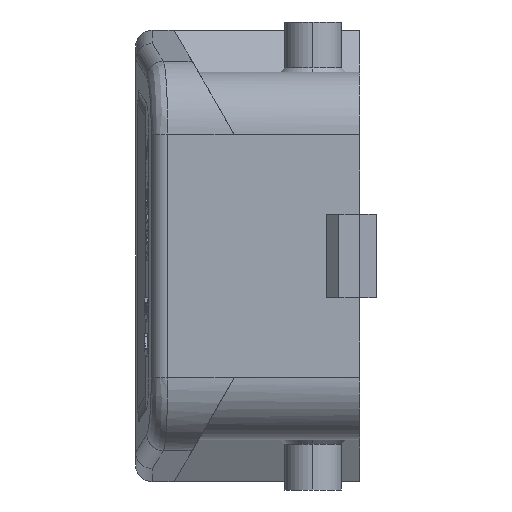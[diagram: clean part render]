
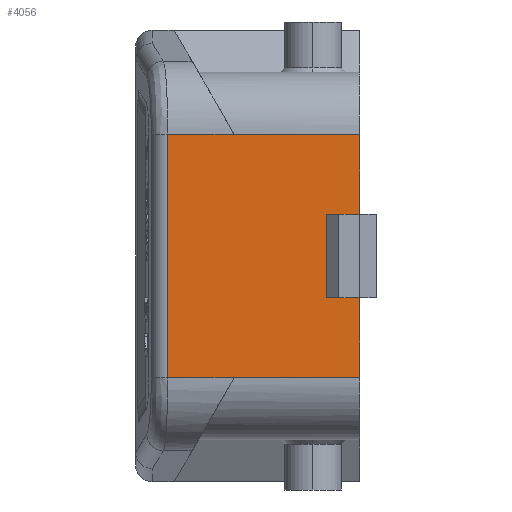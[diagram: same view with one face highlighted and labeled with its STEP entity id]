
A CAD part, left-side view. The second image highlights one B-rep face of the part: STEP entity #4056.
In plain terms, the highlighted planar face has unit normal (-1, 0.011, 0).
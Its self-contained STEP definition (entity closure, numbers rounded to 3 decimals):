
#9=DIRECTION('',(0.011,1.,0.));
#10=VECTOR('',#9,4.);
#11=CARTESIAN_POINT('',(-37.067,-5.8,5.));
#12=LINE('',#11,#10);
#19=CARTESIAN_POINT('',(-37.067,-5.8,5.));
#69=DIRECTION('',(-0.011,-1.,0.));
#70=VECTOR('',#69,4.);
#71=CARTESIAN_POINT('',(-37.025,-1.8,-5.));
#72=LINE('',#71,#70);
#85=DIRECTION('',(0.,0.,-1.));
#86=VECTOR('',#85,9.5);
#87=CARTESIAN_POINT('',(-37.066,-5.8,14.5));
#88=LINE('',#87,#86);
#117=DIRECTION('',(0.,0.,-1.));
#118=VECTOR('',#117,9.5);
#119=CARTESIAN_POINT('',(-37.067,-5.8,-5.));
#120=LINE('',#119,#118);
#149=CARTESIAN_POINT('',(-36.909,9.217,-14.582));
#150=CARTESIAN_POINT('',(-36.909,9.209,-14.568));
#151=CARTESIAN_POINT('',(-36.91,9.194,-14.541));
#152=CARTESIAN_POINT('',(-36.91,9.178,-14.514));
#153=CARTESIAN_POINT('',(-36.91,9.17,-14.5));
#159=DIRECTION('',(0.,0.,-1.));
#160=VECTOR('',#159,10.);
#161=CARTESIAN_POINT('',(-37.025,-1.8,5.));
#162=LINE('',#161,#160);
#173=DIRECTION('',(0.01,1.,0.));
#174=VECTOR('',#173,14.971);
#175=CARTESIAN_POINT('',(-37.066,-5.8,-14.5));
#176=LINE('',#175,#174);
#955=DIRECTION('',(-0.01,-1.,-0.002));
#956=VECTOR('',#955,7.95);
#957=CARTESIAN_POINT('',(-36.826,17.166,14.595));
#958=LINE('',#957,#956);
#1066=DIRECTION('',(0.,0.,1.));
#1067=VECTOR('',#1066,29.189);
#1068=CARTESIAN_POINT('',(-36.826,17.166,
-14.595));
#1069=LINE('',#1068,#1067);
#1095=DIRECTION('',(0.01,1.,-0.002));
#1096=VECTOR('',#1095,7.95);
#1097=CARTESIAN_POINT('',(-36.909,9.217,
-14.582));
#1098=LINE('',#1097,#1096);
#2043=DIRECTION('',(-0.01,-1.,0.));
#2044=VECTOR('',#2043,14.971);
#2045=CARTESIAN_POINT('',(-36.91,9.17,14.5));
#2046=LINE('',#2045,#2044);
#2047=CARTESIAN_POINT('',(-36.909,9.217,14.582));
#2048=CARTESIAN_POINT('',(-36.909,9.209,14.568));
#2049=CARTESIAN_POINT('',(-36.91,9.194,14.541));
#2050=CARTESIAN_POINT('',(-36.91,9.178,14.514));
#2051=CARTESIAN_POINT('',(-36.91,9.17,14.5));
#3065=VERTEX_POINT('',#19);
#3066=CARTESIAN_POINT('',(-37.025,-1.8,5.));
#3067=VERTEX_POINT('',#3066);
#3072=CARTESIAN_POINT('',(-37.025,-1.8,-5.));
#3073=VERTEX_POINT('',#3072);
#3074=CARTESIAN_POINT('',(-37.067,-5.8,-5.));
#3075=VERTEX_POINT('',#3074);
#3081=CARTESIAN_POINT('',(-37.066,-5.8,14.5));
#3082=VERTEX_POINT('',#3081);
#3083=CARTESIAN_POINT('',(-36.91,9.17,14.5));
#3084=VERTEX_POINT('',#3083);
#3085=CARTESIAN_POINT('',(-36.826,17.166,14.595));
#3086=CARTESIAN_POINT('',(-36.909,9.217,14.582));
#3087=VERTEX_POINT('',#3085);
#3088=VERTEX_POINT('',#3086);
#3089=CARTESIAN_POINT('',(-36.826,17.166,
-14.595));
#3090=VERTEX_POINT('',#3089);
#3091=CARTESIAN_POINT('',(-36.909,9.217,
-14.582));
#3092=VERTEX_POINT('',#3091);
#3093=CARTESIAN_POINT('',(-37.066,-5.8,-14.5));
#3094=CARTESIAN_POINT('',(-36.91,9.17,-14.5));
#3095=VERTEX_POINT('',#3093);
#3096=VERTEX_POINT('',#3094);
#4029=CARTESIAN_POINT('',(-37.1,-8.999,0.));
#4030=DIRECTION('',(-1.,0.01,0.));
#4031=DIRECTION('',(-0.01,-1.,0.));
#4032=AXIS2_PLACEMENT_3D('',#4029,#4030,#4031);
#4033=PLANE('',#4032);
#4035=ORIENTED_EDGE('',*,*,#4034,.T.);
#4036=ORIENTED_EDGE('',*,*,#3944,.T.);
#4037=ORIENTED_EDGE('',*,*,#4006,.T.);
#4039=ORIENTED_EDGE('',*,*,#4038,.T.);
#4041=ORIENTED_EDGE('',*,*,#4040,.F.);
#4043=ORIENTED_EDGE('',*,*,#4042,.T.);
#4045=ORIENTED_EDGE('',*,*,#4044,.T.);
#4047=ORIENTED_EDGE('',*,*,#4046,.T.);
#4049=ORIENTED_EDGE('',*,*,#4048,.T.);
#4051=ORIENTED_EDGE('',*,*,#4050,.T.);
#4052=ORIENTED_EDGE('',*,*,#3970,.T.);
#4053=ORIENTED_EDGE('',*,*,#3863,.T.);
#4054=EDGE_LOOP('',(#4035,#4036,#4037,#4039,#4041,#4043,#4045,#4047,#4049,#4051,
#4052,#4053));
#4055=FACE_OUTER_BOUND('',#4054,.F.);
#4056=ADVANCED_FACE('',(#4055),#4033,.T.);
#154=B_SPLINE_CURVE_WITH_KNOTS('',3,(#149,#150,#151,#152,#153),.UNSPECIFIED.,
.F.,.F.,(4,1,4),(0.,0.5,1.),.UNSPECIFIED.);
#2052=B_SPLINE_CURVE_WITH_KNOTS('',3,(#2047,#2048,#2049,#2050,#2051),
.UNSPECIFIED.,.F.,.F.,(4,1,4),(0.,0.5,1.),.UNSPECIFIED.);
#3863=EDGE_CURVE('',#3065,#3067,#12,.T.);
#3944=EDGE_CURVE('',#3073,#3075,#72,.T.);
#3970=EDGE_CURVE('',#3082,#3065,#88,.T.);
#4006=EDGE_CURVE('',#3075,#3095,#120,.T.);
#4034=EDGE_CURVE('',#3067,#3073,#162,.T.);
#4038=EDGE_CURVE('',#3095,#3096,#176,.T.);
#4040=EDGE_CURVE('',#3092,#3096,#154,.T.);
#4042=EDGE_CURVE('',#3092,#3090,#1098,.T.);
#4044=EDGE_CURVE('',#3090,#3087,#1069,.T.);
#4046=EDGE_CURVE('',#3087,#3088,#958,.T.);
#4048=EDGE_CURVE('',#3088,#3084,#2052,.T.);
#4050=EDGE_CURVE('',#3084,#3082,#2046,.T.);
